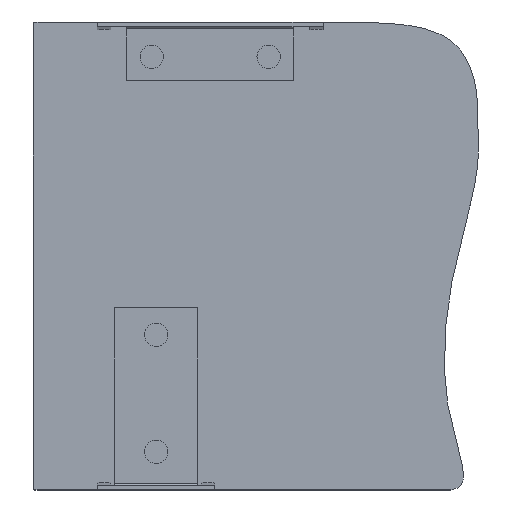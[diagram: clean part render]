
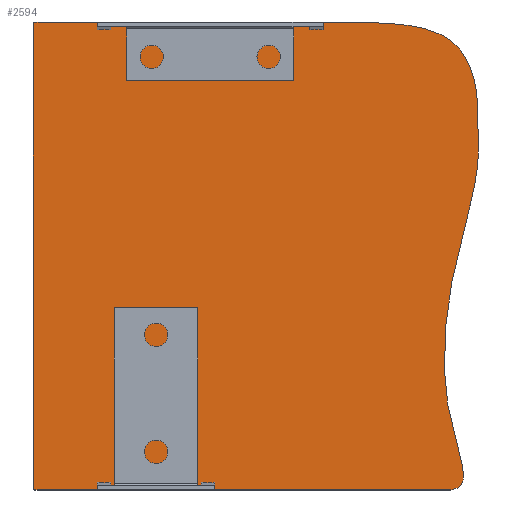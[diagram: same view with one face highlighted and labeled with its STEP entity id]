
A CAD part, top view. The second image highlights one B-rep face of the part: STEP entity #2594.
In plain terms, the highlighted planar face has unit normal (0, 0, 1).
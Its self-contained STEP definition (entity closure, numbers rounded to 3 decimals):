
#79 = VERTEX_POINT ( 'NONE', #3617 ) ;
#113 = VERTEX_POINT ( 'NONE', #3538 ) ;
#122 = VERTEX_POINT ( 'NONE', #3548 ) ;
#155 = VERTEX_POINT ( 'NONE', #3169 ) ;
#159 = VECTOR ( 'NONE', #1667, 1000. ) ;
#198 = DIRECTION ( 'NONE',  ( -1., 0., 0. ) ) ;
#199 = DIRECTION ( 'NONE',  ( 0., 0., 1. ) ) ;
#205 = CARTESIAN_POINT ( 'NONE',  ( -69., -69.5, 2. ) ) ;
#225 = ORIENTED_EDGE ( 'NONE', *, *, #3625, .T. ) ;
#305 = VERTEX_POINT ( 'NONE', #1797 ) ;
#395 = DIRECTION ( 'NONE',  ( -1., 0., 0. ) ) ;
#401 = DIRECTION ( 'NONE',  ( 0., 0., -1. ) ) ;
#408 = CARTESIAN_POINT ( 'NONE',  ( -69., -69.5, 2. ) ) ;
#409 = PLANE ( 'NONE',  #3505 ) ;
#412 = EDGE_LOOP ( 'NONE', ( #1915, #2135, #1147, #225, #2341, #1447, #436 ) ) ;
#425 = VERTEX_POINT ( 'NONE', #780 ) ;
#436 = ORIENTED_EDGE ( 'NONE', *, *, #3754, .T. ) ;
#594 = VECTOR ( 'NONE', #1759, 1000. ) ;
#670 = LINE ( 'NONE', #1618, #159 ) ;
#780 = CARTESIAN_POINT ( 'NONE',  ( 56.971, -69.553, 2. ) ) ;
#822 = CARTESIAN_POINT ( 'NONE',  ( 56.971, -69.553, 2. ) ) ;
#827 = DIRECTION ( 'NONE',  ( 0.957, 0.291, 0. ) ) ;
#1061 = LINE ( 'NONE', #822, #1155 ) ;
#1147 = ORIENTED_EDGE ( 'NONE', *, *, #1695, .T. ) ;
#1155 = VECTOR ( 'NONE', #827, 1000. ) ;
#1447 = ORIENTED_EDGE ( 'NONE', *, *, #2661, .T. ) ;
#1611 = B_SPLINE_CURVE_WITH_KNOTS ( 'NONE', 3,
 ( #2088, #2073, #2065, #2061, #2055, #2048, #2045, #2042, #2027, #2024, #2020, #2013, #2012, #2007, #1996, #1993, #1989, #1985, #1978, #1975, #1972, #1967, #1958, #1953, #1951, #1948, #1936, #1932, #1929, #1920, #1902, #1901, #1898, #1894, #1888, #1883, #1877, #1872, #1862, #1856, #1848, #1847, #1842, #1839, #1836 ),
 .UNSPECIFIED., .F., .F.,
 ( 4, 1, 1, 1, 1, 1, 1, 1, 1, 1, 1, 1, 1, 1, 1, 1, 1, 1, 1, 1, 1, 1, 1, 1, 1, 1, 1, 1, 1, 1, 1, 1, 1, 1, 1, 1, 1, 1, 1, 1, 1, 1, 4 ),
 ( 0., 0.002, 0.006, 0.01, 0.014, 0.018, 0.022, 0.03, 0.038, 0.045, 0.053, 0.069, 0.084, 0.1, 0.116, 0.147, 0.178, 0.209, 0.241, 0.272, 0.303, 0.334, 0.366, 0.428, 0.459, 0.491, 0.522, 0.553, 0.584, 0.616, 0.647, 0.678, 0.709, 0.741, 0.772, 0.803, 0.834, 0.866, 0.881, 0.897, 0.913, 0.92, 0.928 ),
 .UNSPECIFIED. ) ;
#1618 = CARTESIAN_POINT ( 'NONE',  ( -69., -70., 2. ) ) ;
#1637 = EDGE_CURVE ( 'NONE', #425, #155, #1611, .T. ) ;
#1667 = DIRECTION ( 'NONE',  ( 1., 0., 0. ) ) ;
#1673 = EDGE_CURVE ( 'NONE', #305, #113, #2717, .T. ) ;
#1695 = EDGE_CURVE ( 'NONE', #155, #3115, #1982, .T. ) ;
#1759 = DIRECTION ( 'NONE',  ( -1., 0., 0. ) ) ;
#1766 = CARTESIAN_POINT ( 'NONE',  ( -69., 70., 2. ) ) ;
#1797 = CARTESIAN_POINT ( 'NONE',  ( -69.5, 69.5, 2. ) ) ;
#1798 = DIRECTION ( 'NONE',  ( 0., -1., 0. ) ) ;
#1836 = CARTESIAN_POINT ( 'NONE',  ( 27.5, 70., 2. ) ) ;
#1839 = CARTESIAN_POINT ( 'NONE',  ( 27.842, 70., 2. ) ) ;
#1842 = CARTESIAN_POINT ( 'NONE',  ( 28.518, 69.997, 2. ) ) ;
#1847 = CARTESIAN_POINT ( 'NONE',  ( 29.936, 69.979, 2. ) ) ;
#1848 = CARTESIAN_POINT ( 'NONE',  ( 31.774, 69.933, 2. ) ) ;
#1856 = CARTESIAN_POINT ( 'NONE',  ( 34.066, 69.837, 2. ) ) ;
#1862 = CARTESIAN_POINT ( 'NONE',  ( 37.182, 69.656, 2. ) ) ;
#1872 = CARTESIAN_POINT ( 'NONE',  ( 41.139, 69.313, 2. ) ) ;
#1877 = CARTESIAN_POINT ( 'NONE',  ( 45.835, 68.568, 2. ) ) ;
#1883 = CARTESIAN_POINT ( 'NONE',  ( 50.313, 67.321, 2. ) ) ;
#1888 = CARTESIAN_POINT ( 'NONE',  ( 54.408, 65.395, 2. ) ) ;
#1889 = CIRCLE ( 'NONE', #1970, 0.5 ) ;
#1894 = CARTESIAN_POINT ( 'NONE',  ( 57.922, 62.497, 2. ) ) ;
#1898 = CARTESIAN_POINT ( 'NONE',  ( 60.424, 58.726, 2. ) ) ;
#1901 = CARTESIAN_POINT ( 'NONE',  ( 62.093, 54.462, 2. ) ) ;
#1902 = CARTESIAN_POINT ( 'NONE',  ( 63.126, 49.872, 2. ) ) ;
#1915 = ORIENTED_EDGE ( 'NONE', *, *, #2314, .T. ) ;
#1920 = CARTESIAN_POINT ( 'NONE',  ( 63.68, 45.127, 2. ) ) ;
#1929 = CARTESIAN_POINT ( 'NONE',  ( 63.894, 40.396, 2. ) ) ;
#1932 = CARTESIAN_POINT ( 'NONE',  ( 63.887, 35.848, 2. ) ) ;
#1936 = CARTESIAN_POINT ( 'NONE',  ( 63.806, 31.693, 2. ) ) ;
#1948 = CARTESIAN_POINT ( 'NONE',  ( 63.587, 27.76, 2. ) ) ;
#1951 = CARTESIAN_POINT ( 'NONE',  ( 62.962, 22.75, 2. ) ) ;
#1953 = CARTESIAN_POINT ( 'NONE',  ( 61.899, 17.744, 2. ) ) ;
#1958 = CARTESIAN_POINT ( 'NONE',  ( 60.448, 11.911, 2. ) ) ;
#1967 = CARTESIAN_POINT ( 'NONE',  ( 59.171, 6.898, 2. ) ) ;
#1970 = AXIS2_PLACEMENT_3D ( 'NONE', #2101, #2107, #2111 ) ;
#1972 = CARTESIAN_POINT ( 'NONE',  ( 57.716, 1.021, 2. ) ) ;
#1973 = CIRCLE ( 'NONE', #3333, 0.5 ) ;
#1975 = CARTESIAN_POINT ( 'NONE',  ( 56.074, -5.917, 2. ) ) ;
#1978 = CARTESIAN_POINT ( 'NONE',  ( 54.647, -13.7, 2. ) ) ;
#1982 = LINE ( 'NONE', #1766, #594 ) ;
#1985 = CARTESIAN_POINT ( 'NONE',  ( 53.686, -22.188, 2. ) ) ;
#1989 = CARTESIAN_POINT ( 'NONE',  ( 53.355, -31.129, 2. ) ) ;
#1993 = CARTESIAN_POINT ( 'NONE',  ( 53.75, -38.761, 2. ) ) ;
#1996 = CARTESIAN_POINT ( 'NONE',  ( 54.557, -44.862, 2. ) ) ;
#2007 = CARTESIAN_POINT ( 'NONE',  ( 55.42, -49.396, 2. ) ) ;
#2012 = CARTESIAN_POINT ( 'NONE',  ( 56.597, -53.904, 2. ) ) ;
#2013 = CARTESIAN_POINT ( 'NONE',  ( 57.642, -57.6, 2. ) ) ;
#2020 = CARTESIAN_POINT ( 'NONE',  ( 58.348, -60.363, 2. ) ) ;
#2024 = CARTESIAN_POINT ( 'NONE',  ( 58.785, -62.289, 2. ) ) ;
#2027 = CARTESIAN_POINT ( 'NONE',  ( 59.098, -64.04, 2. ) ) ;
#2042 = CARTESIAN_POINT ( 'NONE',  ( 59.227, -65.346, 2. ) ) ;
#2045 = CARTESIAN_POINT ( 'NONE',  ( 59.217, -66.338, 2. ) ) ;
#2048 = CARTESIAN_POINT ( 'NONE',  ( 59.126, -67.086, 2. ) ) ;
#2055 = CARTESIAN_POINT ( 'NONE',  ( 58.896, -67.891, 2. ) ) ;
#2061 = CARTESIAN_POINT ( 'NONE',  ( 58.341, -68.777, 2. ) ) ;
#2065 = CARTESIAN_POINT ( 'NONE',  ( 57.604, -69.32, 2. ) ) ;
#2073 = CARTESIAN_POINT ( 'NONE',  ( 57.142, -69.501, 2. ) ) ;
#2088 = CARTESIAN_POINT ( 'NONE',  ( 56.971, -69.553, 2. ) ) ;
#2101 = CARTESIAN_POINT ( 'NONE',  ( -69., 69.5, 2. ) ) ;
#2107 = DIRECTION ( 'NONE',  ( 0., 0., 1. ) ) ;
#2111 = DIRECTION ( 'NONE',  ( -1., 0., 0. ) ) ;
#2135 = ORIENTED_EDGE ( 'NONE', *, *, #1637, .T. ) ;
#2314 = EDGE_CURVE ( 'NONE', #122, #425, #1061, .T. ) ;
#2341 = ORIENTED_EDGE ( 'NONE', *, *, #1673, .T. ) ;
#2594 = ADVANCED_FACE ( 'NONE', ( #3762 ), #409, .F. ) ;
#2661 = EDGE_CURVE ( 'NONE', #113, #79, #1973, .T. ) ;
#2717 = LINE ( 'NONE', #3088, #2885 ) ;
#2885 = VECTOR ( 'NONE', #1798, 1000. ) ;
#3088 = CARTESIAN_POINT ( 'NONE',  ( -69.5, -69.5, 2. ) ) ;
#3108 = CARTESIAN_POINT ( 'NONE',  ( -69., 70., 2. ) ) ;
#3115 = VERTEX_POINT ( 'NONE', #3108 ) ;
#3169 = CARTESIAN_POINT ( 'NONE',  ( 27.5, 70., 2. ) ) ;
#3333 = AXIS2_PLACEMENT_3D ( 'NONE', #205, #199, #198 ) ;
#3505 = AXIS2_PLACEMENT_3D ( 'NONE', #408, #401, #395 ) ;
#3538 = CARTESIAN_POINT ( 'NONE',  ( -69.5, -69.5, 2. ) ) ;
#3548 = CARTESIAN_POINT ( 'NONE',  ( 55.5, -70., 2. ) ) ;
#3617 = CARTESIAN_POINT ( 'NONE',  ( -69., -70., 2. ) ) ;
#3625 = EDGE_CURVE ( 'NONE', #3115, #305, #1889, .T. ) ;
#3754 = EDGE_CURVE ( 'NONE', #79, #122, #670, .T. ) ;
#3762 = FACE_OUTER_BOUND ( 'NONE', #412, .T. ) ;
